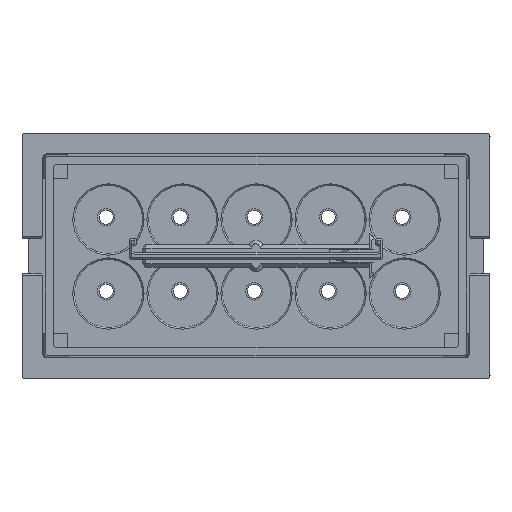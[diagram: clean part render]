
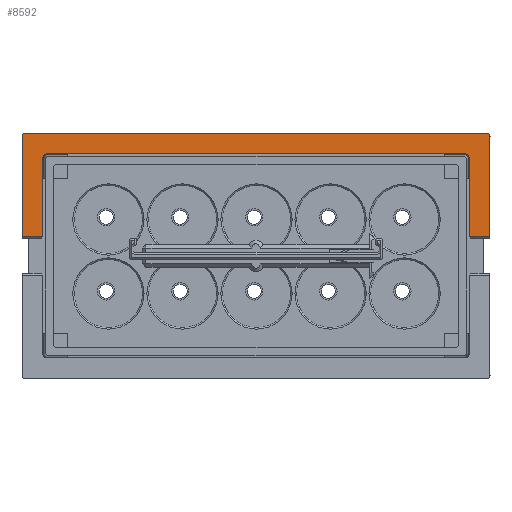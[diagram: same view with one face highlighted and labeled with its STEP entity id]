
A CAD part, top view. The second image highlights one B-rep face of the part: STEP entity #8592.
In plain terms, the highlighted planar face has unit normal (0, 0, 1).
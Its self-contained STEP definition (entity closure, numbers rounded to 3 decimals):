
#465=CIRCLE('',#9231,1.);
#466=CIRCLE('',#9232,1.);
#467=CIRCLE('',#9233,1.);
#468=CIRCLE('',#9234,1.);
#798=FACE_OUTER_BOUND('',#1348,.T.);
#1348=EDGE_LOOP('',(#5815,#5816,#5817,#5818,#5819,#5820,#5821,#5822,#5823,
#5824,#5825,#5826));
#2039=LINE('',#12754,#2921);
#2049=LINE('',#12776,#2931);
#2051=LINE('',#12780,#2933);
#2052=LINE('',#12784,#2934);
#2053=LINE('',#12788,#2935);
#2054=LINE('',#12790,#2936);
#2055=LINE('',#12792,#2937);
#2056=LINE('',#12796,#2938);
#2921=VECTOR('',#10113,10.);
#2931=VECTOR('',#10131,10.);
#2933=VECTOR('',#10135,10.);
#2934=VECTOR('',#10138,10.);
#2935=VECTOR('',#10141,10.);
#2936=VECTOR('',#10142,10.);
#2937=VECTOR('',#10143,10.);
#2938=VECTOR('',#10146,10.);
#3799=VERTEX_POINT('',#12744);
#3803=VERTEX_POINT('',#12753);
#3811=VERTEX_POINT('',#12775);
#3812=VERTEX_POINT('',#12779);
#3813=VERTEX_POINT('',#12781);
#3814=VERTEX_POINT('',#12783);
#3815=VERTEX_POINT('',#12785);
#3816=VERTEX_POINT('',#12787);
#3817=VERTEX_POINT('',#12789);
#3818=VERTEX_POINT('',#12791);
#3819=VERTEX_POINT('',#12793);
#3820=VERTEX_POINT('',#12795);
#4571=EDGE_CURVE('',#3803,#3799,#2039,.T.);
#4582=EDGE_CURVE('',#3811,#3799,#2049,.T.);
#4584=EDGE_CURVE('',#3803,#3812,#2051,.T.);
#4585=EDGE_CURVE('',#3813,#3812,#465,.T.);
#4586=EDGE_CURVE('',#3813,#3814,#2052,.T.);
#4587=EDGE_CURVE('',#3815,#3814,#466,.T.);
#4588=EDGE_CURVE('',#3815,#3816,#2053,.T.);
#4589=EDGE_CURVE('',#3817,#3816,#2054,.T.);
#4590=EDGE_CURVE('',#3817,#3818,#2055,.T.);
#4591=EDGE_CURVE('',#3819,#3818,#467,.T.);
#4592=EDGE_CURVE('',#3819,#3820,#2056,.T.);
#4593=EDGE_CURVE('',#3811,#3820,#468,.T.);
#5815=ORIENTED_EDGE('',*,*,#4571,.F.);
#5816=ORIENTED_EDGE('',*,*,#4584,.T.);
#5817=ORIENTED_EDGE('',*,*,#4585,.F.);
#5818=ORIENTED_EDGE('',*,*,#4586,.T.);
#5819=ORIENTED_EDGE('',*,*,#4587,.F.);
#5820=ORIENTED_EDGE('',*,*,#4588,.T.);
#5821=ORIENTED_EDGE('',*,*,#4589,.F.);
#5822=ORIENTED_EDGE('',*,*,#4590,.T.);
#5823=ORIENTED_EDGE('',*,*,#4591,.F.);
#5824=ORIENTED_EDGE('',*,*,#4592,.T.);
#5825=ORIENTED_EDGE('',*,*,#4593,.F.);
#5826=ORIENTED_EDGE('',*,*,#4582,.T.);
#8250=PLANE('',#9230);
#8592=ADVANCED_FACE('',(#798),#8250,.T.);
#9230=AXIS2_PLACEMENT_3D('',#12778,#10133,#10134);
#9231=AXIS2_PLACEMENT_3D('',#12782,#10136,#10137);
#9232=AXIS2_PLACEMENT_3D('',#12786,#10139,#10140);
#9233=AXIS2_PLACEMENT_3D('',#12794,#10144,#10145);
#9234=AXIS2_PLACEMENT_3D('',#12797,#10147,#10148);
#10113=DIRECTION('',(-1.,0.,0.));
#10131=DIRECTION('',(0.,-1.,0.));
#10133=DIRECTION('center_axis',(0.,0.,1.));
#10134=DIRECTION('ref_axis',(1.,0.,0.));
#10135=DIRECTION('',(0.,1.,0.));
#10136=DIRECTION('center_axis',(0.,0.,1.));
#10137=DIRECTION('ref_axis',(-0.707,0.707,0.));
#10138=DIRECTION('',(1.,0.,0.));
#10139=DIRECTION('center_axis',(0.,0.,1.));
#10140=DIRECTION('ref_axis',(0.707,0.707,0.));
#10141=DIRECTION('',(0.,-1.,0.));
#10142=DIRECTION('',(-1.,0.,0.));
#10143=DIRECTION('',(0.,1.,0.));
#10144=DIRECTION('center_axis',(0.,0.,-1.));
#10145=DIRECTION('ref_axis',(0.707,0.707,0.));
#10146=DIRECTION('',(-1.,0.,0.));
#10147=DIRECTION('center_axis',(0.,0.,-1.));
#10148=DIRECTION('ref_axis',(-0.707,0.707,0.));
#12744=CARTESIAN_POINT('',(-67.,5.5,3.));
#12753=CARTESIAN_POINT('',(-61.,5.5,3.));
#12754=CARTESIAN_POINT('',(-32.5,5.5,3.));
#12775=CARTESIAN_POINT('',(-67.,34.2,3.));
#12776=CARTESIAN_POINT('',(-67.,35.2,3.));
#12778=CARTESIAN_POINT('Origin',(0.,0.,
3.));
#12779=CARTESIAN_POINT('',(-61.,28.2,3.));
#12780=CARTESIAN_POINT('',(-61.,-29.2,3.));
#12781=CARTESIAN_POINT('',(-60.,29.2,3.));
#12782=CARTESIAN_POINT('Origin',(-60.,28.2,3.));
#12783=CARTESIAN_POINT('',(60.,29.2,3.));
#12784=CARTESIAN_POINT('',(61.,29.2,3.));
#12785=CARTESIAN_POINT('',(61.,28.2,3.));
#12786=CARTESIAN_POINT('Origin',(60.,28.2,3.));
#12787=CARTESIAN_POINT('',(61.,5.5,3.));
#12788=CARTESIAN_POINT('',(61.,-22.2,3.));
#12789=CARTESIAN_POINT('',(67.,5.5,3.));
#12790=CARTESIAN_POINT('',(31.5,5.5,3.));
#12791=CARTESIAN_POINT('',(67.,34.2,3.));
#12792=CARTESIAN_POINT('',(67.,-35.2,3.));
#12793=CARTESIAN_POINT('',(66.,35.2,3.));
#12794=CARTESIAN_POINT('Origin',(66.,34.2,3.));
#12795=CARTESIAN_POINT('',(-66.,35.2,3.));
#12796=CARTESIAN_POINT('',(67.,35.2,3.));
#12797=CARTESIAN_POINT('Origin',(-66.,34.2,3.));
